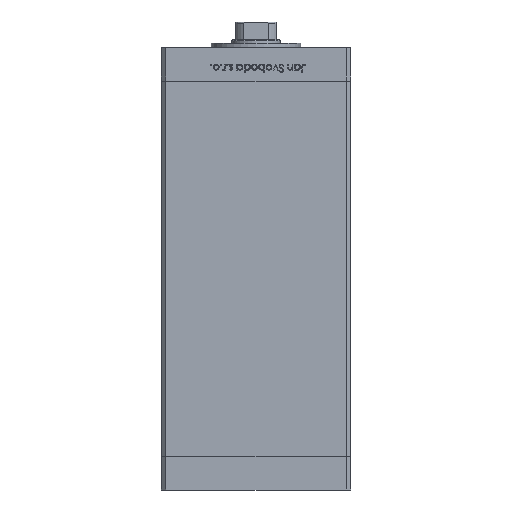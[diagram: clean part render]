
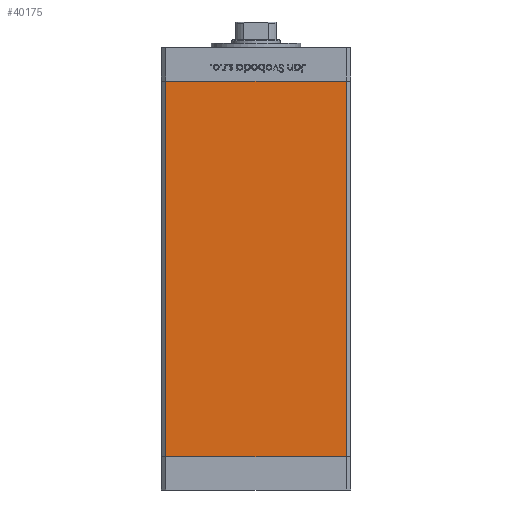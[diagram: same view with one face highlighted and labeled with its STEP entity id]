
A CAD part, front view. The second image highlights one B-rep face of the part: STEP entity #40175.
In plain terms, the highlighted planar face has unit normal (0, -1, 0).
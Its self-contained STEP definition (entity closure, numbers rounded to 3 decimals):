
#871 = DIRECTION ( 'NONE',  ( 0., 1., 0. ) ) ;
#1663 = EDGE_CURVE ( 'NONE', #5172, #36469, #1925, .T. ) ;
#1925 = LINE ( 'NONE', #33568, #25232 ) ;
#2145 = CARTESIAN_POINT ( 'NONE',  ( -40.5, -37.5, 0. ) ) ;
#4163 = ORIENTED_EDGE ( 'NONE', *, *, #47322, .F. ) ;
#5172 = VERTEX_POINT ( 'NONE', #48311 ) ;
#5631 = CARTESIAN_POINT ( 'NONE',  ( -40.5, -37.5, 0. ) ) ;
#6179 = EDGE_CURVE ( 'NONE', #36469, #7131, #38259, .T. ) ;
#6324 = ORIENTED_EDGE ( 'NONE', *, *, #25390, .F. ) ;
#6492 = ORIENTED_EDGE ( 'NONE', *, *, #6179, .T. ) ;
#7131 = VERTEX_POINT ( 'NONE', #34288 ) ;
#7459 = LINE ( 'NONE', #23291, #10343 ) ;
#8591 = VERTEX_POINT ( 'NONE', #49334 ) ;
#9563 = CARTESIAN_POINT ( 'NONE',  ( -40.5, -37.5, 168.5 ) ) ;
#9584 = EDGE_LOOP ( 'NONE', ( #6492, #4163, #6324, #13027 ) ) ;
#10343 = VECTOR ( 'NONE', #35168, 1000. ) ;
#13027 = ORIENTED_EDGE ( 'NONE', *, *, #1663, .T. ) ;
#18221 = DIRECTION ( 'NONE',  ( 1., 0., 0. ) ) ;
#19849 = CARTESIAN_POINT ( 'NONE',  ( -40.5, -37.5, 168.5 ) ) ;
#21700 = DIRECTION ( 'NONE',  ( 0., 0., -1. ) ) ;
#23291 = CARTESIAN_POINT ( 'NONE',  ( 40.5, -37.5, 168.5 ) ) ;
#24834 = DIRECTION ( 'NONE',  ( 1., 0., 0. ) ) ;
#25232 = VECTOR ( 'NONE', #21700, 1000. ) ;
#25390 = EDGE_CURVE ( 'NONE', #5172, #8591, #36715, .T. ) ;
#25627 = DIRECTION ( 'NONE',  ( 0., 0., 1. ) ) ;
#31312 = AXIS2_PLACEMENT_3D ( 'NONE', #9563, #871, #25627 ) ;
#32760 = FACE_OUTER_BOUND ( 'NONE', #9584, .T. ) ;
#32844 = VECTOR ( 'NONE', #18221, 1000. ) ;
#33568 = CARTESIAN_POINT ( 'NONE',  ( -40.5, -37.5, 168.5 ) ) ;
#34288 = CARTESIAN_POINT ( 'NONE',  ( 40.5, -37.5, 0. ) ) ;
#35168 = DIRECTION ( 'NONE',  ( 0., 0., -1. ) ) ;
#36469 = VERTEX_POINT ( 'NONE', #5631 ) ;
#36715 = LINE ( 'NONE', #19849, #38276 ) ;
#38259 = LINE ( 'NONE', #2145, #32844 ) ;
#38276 = VECTOR ( 'NONE', #24834, 1000. ) ;
#40175 = ADVANCED_FACE ( 'NONE', ( #32760 ), #40955, .F. ) ;
#40955 = PLANE ( 'NONE',  #31312 ) ;
#47322 = EDGE_CURVE ( 'NONE', #8591, #7131, #7459, .T. ) ;
#48311 = CARTESIAN_POINT ( 'NONE',  ( -40.5, -37.5, 168.5 ) ) ;
#49334 = CARTESIAN_POINT ( 'NONE',  ( 40.5, -37.5, 168.5 ) ) ;
